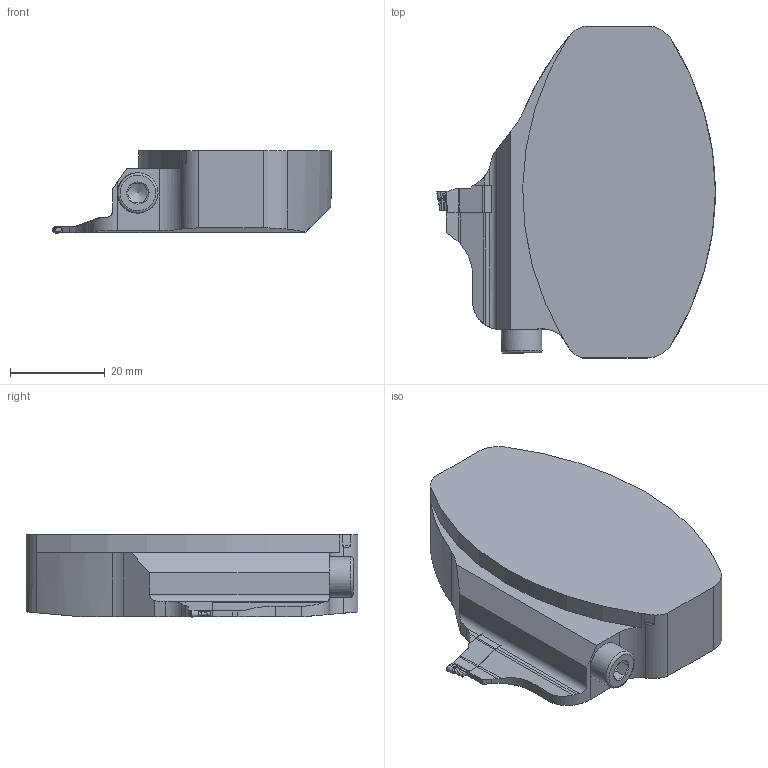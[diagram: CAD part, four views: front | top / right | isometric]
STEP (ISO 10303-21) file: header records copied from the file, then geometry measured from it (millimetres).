
FILE_DESCRIPTION(/* description */ (''),/* implementation_level */ '2;1');
FILE_NAME(/* name */ '1640078504754.stp',/* time_stamp */ '2021-12-21T14:51:59+05:00',/* author */ (''),/* organization */ ('SMS'),/* preprocessor_version */ 'ST-DEVELOPER v16.7',/* originating_system */ 'SIEMENS PLM Software NX 12.0',/* authorisation */ '');
FILE_SCHEMA (('AUTOMOTIVE_DESIGN { 1 0 10303 214 3 1 1 1 }'));
Length unit declared in the file: millimetre
Products named in the file (4): 201682691mod000_00; 202514386mod000_01; ASSEMBLY_CONSTRUCTION; 201720624mod000_02
Assembly tree (3 placements, depth 2):
  201720624mod000_02
    ASSEMBLY_CONSTRUCTION
    202514386mod000_01
    201682691mod000_00
Bounding box: 58.8 x 70 x 17.4 mm (x, y, z)
Volume: 44725 mm3; surface area: 9468.1 mm2
Topology: 2 solids, 3 shells, 127 faces, 340 edges, 226 vertices
Faces by surface type: plane 59, cylinder 38, cone 11, bspline 11, extrusion 6, torus 2
Full cylindrical faces by diameter (mm): 8.5 x1
Entity records: 4778 total; most frequent: CARTESIAN_POINT 1555, ORIENTED_EDGE 662, DIRECTION 618, EDGE_CURVE 331, AXIS2_PLACEMENT_3D 221, VERTEX_POINT 215, VECTOR 176, LINE 170
